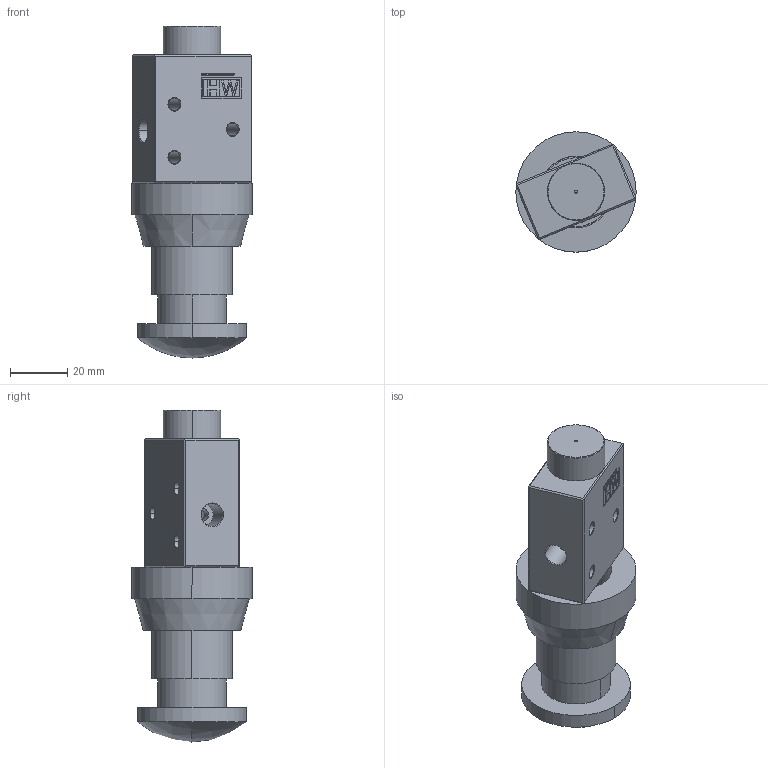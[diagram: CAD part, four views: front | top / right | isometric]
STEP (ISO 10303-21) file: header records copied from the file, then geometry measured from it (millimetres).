
FILE_DESCRIPTION (( 'STEP AP214' ), '1' );
FILE_NAME ('摹礿概.STEP', '2024-01-21T04:32:24', ( '' ), ( '' ), 'SwSTEP 2.0', 'SolidWorks 2022', '' );
FILE_SCHEMA (( 'AUTOMOTIVE_DESIGN' ));
Length unit declared in the file: millimetre
Products named in the file (6): 急停阀; 急停按钮; 锁母; 阀体; 堵头; 按钮件一
Assembly tree (5 placements, depth 2):
  急停阀
    堵头
    阀体
    按钮件一
    锁母
    急停按钮
Bounding box: 42 x 42 x 115.85 mm (x, y, z)
Volume: 62358.4 mm3; surface area: 26674.5 mm2
Topology: 5 solids, 5 shells, 336 faces, 866 edges, 571 vertices
Faces by surface type: plane 212, bspline 62, cylinder 38, cone 22, sphere 2
Entity records: 14283 total; most frequent: CARTESIAN_POINT 5789, ORIENTED_EDGE 1732, DIRECTION 1398, EDGE_CURVE 866, LINE 638, VECTOR 638, VERTEX_POINT 571, EDGE_LOOP 387
